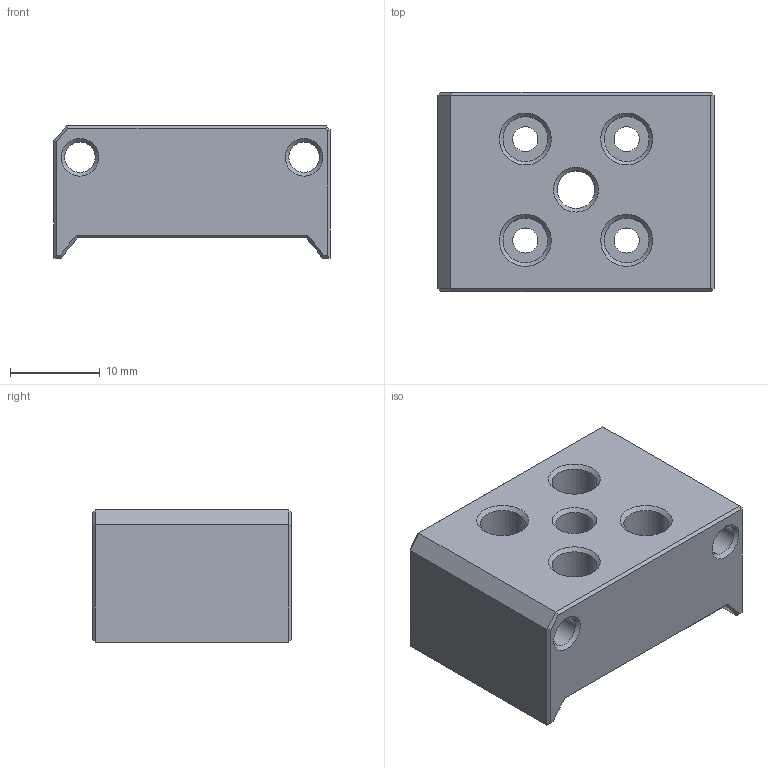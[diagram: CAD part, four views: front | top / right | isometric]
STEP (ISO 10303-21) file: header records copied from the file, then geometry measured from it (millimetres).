
FILE_DESCRIPTION(/* description */ (''),/* implementation_level */ '2;1');
FILE_NAME(/* name */ 'Hotend_Mount_Formbot.step',/* time_stamp */ '2024-02-19T00:26:19-07:00',/* author */ (''),/* organization */ (''),/* preprocessor_version */ 'ST-DEVELOPER v20',/* originating_system */ 'Autodesk Translation Framework v12.20.1.177',/* authorisation */ '');
FILE_SCHEMA (('AUTOMOTIVE_DESIGN { 1 0 10303 214 3 1 1 }'));
Length unit declared in the file: millimetre
Products named in the file (1): FusionComponent
Bounding box: 30.8 x 22.19 x 14.75 mm (x, y, z)
Volume: 7314.5 mm3; surface area: 4030.2 mm2
Topology: 1 solids, 1 shells, 168 faces, 431 edges, 279 vertices
Faces by surface type: plane 105, bspline 37, cylinder 13, cone 13
Full cylindrical faces by diameter (mm): 2.8 x4, 3.4 x2, 4.2 x1, 5 x4
Entity records: 5444 total; most frequent: CARTESIAN_POINT 1532, ORIENTED_EDGE 862, DIRECTION 656, EDGE_CURVE 431, LINE 306, VECTOR 306, VERTEX_POINT 279, EDGE_LOOP 196
